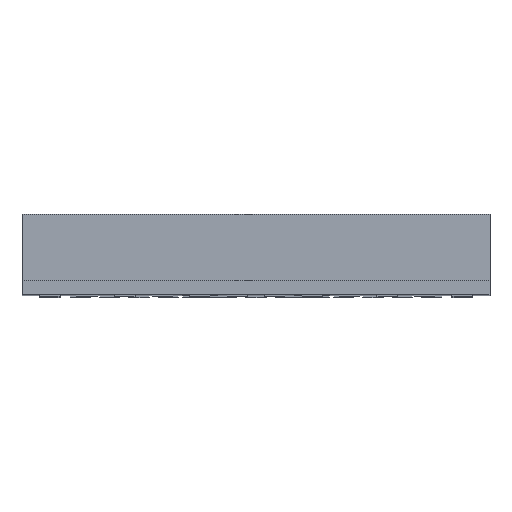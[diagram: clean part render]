
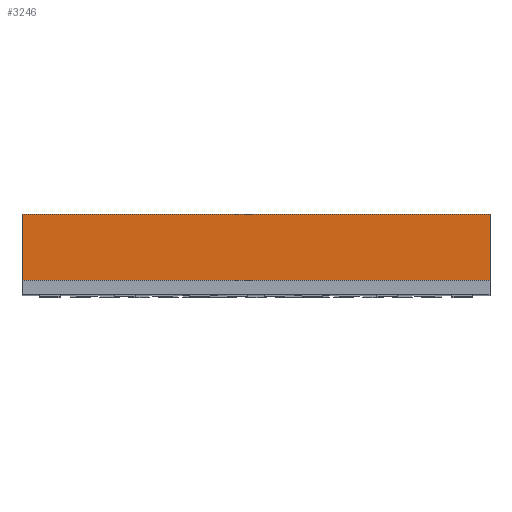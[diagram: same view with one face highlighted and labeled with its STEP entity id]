
A CAD part, top view. The second image highlights one B-rep face of the part: STEP entity #3246.
In plain terms, the highlighted planar face has unit normal (0, 0, 1).
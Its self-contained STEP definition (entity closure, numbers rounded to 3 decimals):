
#218 = AXIS2_PLACEMENT_3D ( 'NONE', #10738, #5289, #9340 ) ;
#329 = EDGE_CURVE ( 'NONE', #7771, #13203, #8007, .T. ) ;
#560 = CARTESIAN_POINT ( 'NONE',  ( -4., 0.242, 6.25 ) ) ;
#857 = ORIENTED_EDGE ( 'NONE', *, *, #15475, .T. ) ;
#1260 = CARTESIAN_POINT ( 'NONE',  ( -4., 0.242, 6.25 ) ) ;
#1416 = FACE_OUTER_BOUND ( 'NONE', #15325, .T. ) ;
#1603 = VECTOR ( 'NONE', #5646, 1000. ) ;
#1798 = ORIENTED_EDGE ( 'NONE', *, *, #4333, .T. ) ;
#3246 = ADVANCED_FACE ( 'NONE', ( #1416 ), #17294, .F. ) ;
#3347 = VECTOR ( 'NONE', #8136, 1000. ) ;
#4247 = CARTESIAN_POINT ( 'NONE',  ( -4., 1.372, 6.25 ) ) ;
#4333 = EDGE_CURVE ( 'NONE', #7771, #16158, #5123, .T. ) ;
#4572 = VERTEX_POINT ( 'NONE', #13334 ) ;
#5123 = LINE ( 'NONE', #4247, #1603 ) ;
#5289 = DIRECTION ( 'NONE',  ( 0., 0., -1. ) ) ;
#5646 = DIRECTION ( 'NONE',  ( 0., -1., 0. ) ) ;
#5847 = LINE ( 'NONE', #560, #17322 ) ;
#6161 = ORIENTED_EDGE ( 'NONE', *, *, #16217, .F. ) ;
#6312 = VECTOR ( 'NONE', #6516, 1000. ) ;
#6516 = DIRECTION ( 'NONE',  ( 1., 0., 0. ) ) ;
#7086 = DIRECTION ( 'NONE',  ( 1., 0., 0. ) ) ;
#7325 = ORIENTED_EDGE ( 'NONE', *, *, #329, .F. ) ;
#7771 = VERTEX_POINT ( 'NONE', #12947 ) ;
#8007 = LINE ( 'NONE', #10381, #6312 ) ;
#8136 = DIRECTION ( 'NONE',  ( 0., -1., 0. ) ) ;
#9340 = DIRECTION ( 'NONE',  ( -1., 0., 0. ) ) ;
#9454 = LINE ( 'NONE', #14795, #3347 ) ;
#10381 = CARTESIAN_POINT ( 'NONE',  ( -4., 1.372, 6.25 ) ) ;
#10738 = CARTESIAN_POINT ( 'NONE',  ( -4., 1.372, 6.25 ) ) ;
#12947 = CARTESIAN_POINT ( 'NONE',  ( -4., 1.372, 6.25 ) ) ;
#13203 = VERTEX_POINT ( 'NONE', #13323 ) ;
#13323 = CARTESIAN_POINT ( 'NONE',  ( 4., 1.372, 6.25 ) ) ;
#13334 = CARTESIAN_POINT ( 'NONE',  ( 4., 0.242, 6.25 ) ) ;
#14795 = CARTESIAN_POINT ( 'NONE',  ( 4., 1.372, 6.25 ) ) ;
#15325 = EDGE_LOOP ( 'NONE', ( #1798, #857, #6161, #7325 ) ) ;
#15475 = EDGE_CURVE ( 'NONE', #16158, #4572, #5847, .T. ) ;
#16158 = VERTEX_POINT ( 'NONE', #1260 ) ;
#16217 = EDGE_CURVE ( 'NONE', #13203, #4572, #9454, .T. ) ;
#17294 = PLANE ( 'NONE',  #218 ) ;
#17322 = VECTOR ( 'NONE', #7086, 1000. ) ;
